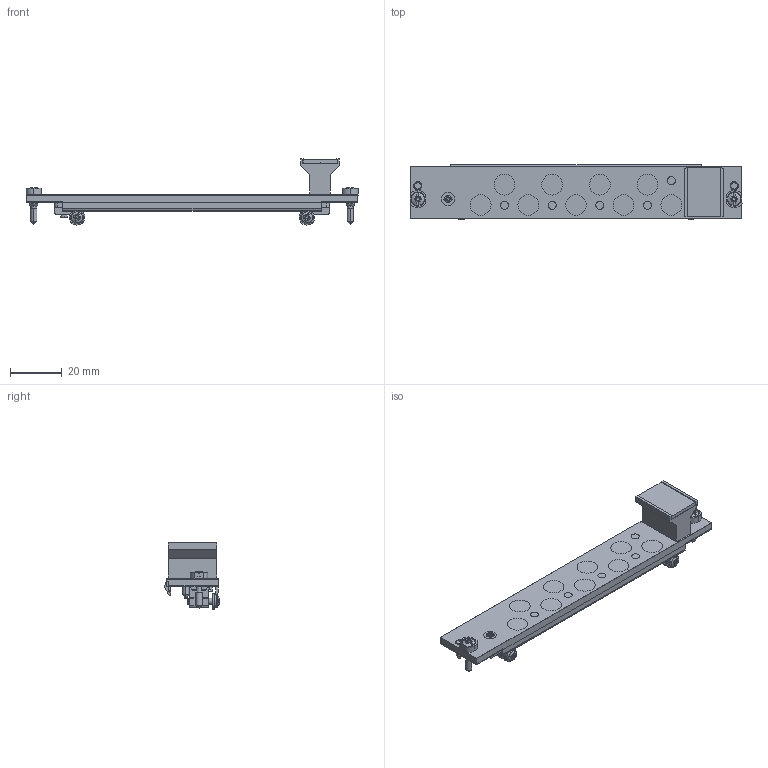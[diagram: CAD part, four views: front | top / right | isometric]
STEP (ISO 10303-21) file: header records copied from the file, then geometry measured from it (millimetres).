
FILE_DESCRIPTION(('Open CASCADE Model'),'2;1');
FILE_NAME('Open CASCADE Shape Model','2018-11-15T14:55:44',('Author'),( 'Open CASCADE'),'Open CASCADE STEP processor 6.8','Open CASCADE 6.8' ,'Unknown');
FILE_SCHEMA(('AUTOMOTIVE_DESIGN { 1 0 10303 214 1 1 1 1 }'));
Length unit declared in the file: millimetre
Products named in the file (1): PCB
Bounding box: 128.4 x 21.11 x 25.6 mm (x, y, z)
Volume: 16872.6 mm3; surface area: 19473.4 mm2
Topology: 19 solids, 19 shells, 856 faces, 2316 edges, 1491 vertices
Faces by surface type: plane 430, cylinder 313, cone 83, sphere 14, torus 12, bspline 2, revolution 2
Full cylindrical faces by diameter (mm): 3 x2, 3.1 x4, 3.2 x1, 8 x9
Entity records: 27466 total; most frequent: CARTESIAN_POINT 6149, ORIENTED_EDGE 4592, DIRECTION 4347, EDGE_CURVE 2296, AXIS2_PLACEMENT_3D 1570, VERTEX_POINT 1491, LINE 1205, VECTOR 1205
